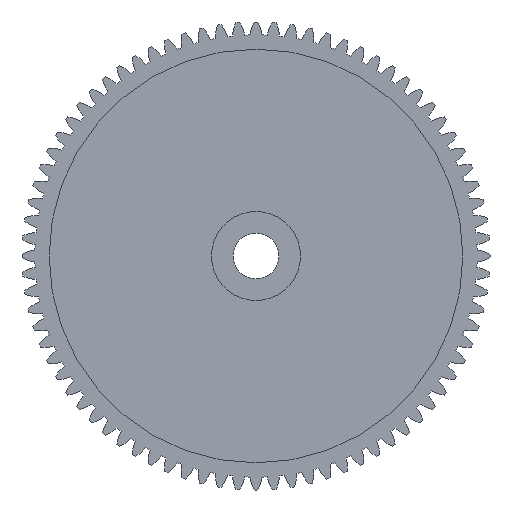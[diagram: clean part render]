
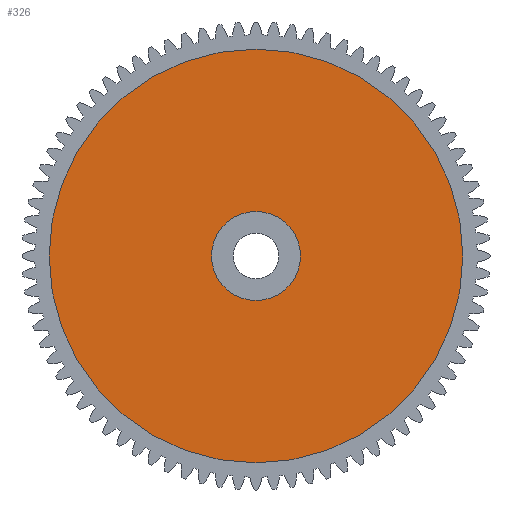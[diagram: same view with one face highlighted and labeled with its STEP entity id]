
A CAD part, left-side view. The second image highlights one B-rep face of the part: STEP entity #326.
In plain terms, the highlighted planar face has unit normal (-1, 0, 0).
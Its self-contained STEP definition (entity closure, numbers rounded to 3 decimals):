
#326 = ADVANCED_FACE( '', ( #915, #916 ), #917, .T. );
#915 = FACE_BOUND( '', #1588, .T. );
#916 = FACE_OUTER_BOUND( '', #1589, .T. );
#917 = PLANE( '', #1590 );
#1588 = EDGE_LOOP( '', ( #4136 ) );
#1589 = EDGE_LOOP( '', ( #4137 ) );
#1590 = AXIS2_PLACEMENT_3D( '', #4138, #4139, #4140 );
#4136 = ORIENTED_EDGE( '', *, *, #5340, .T. );
#4137 = ORIENTED_EDGE( '', *, *, #5653, .F. );
#4138 = CARTESIAN_POINT( '', ( 1.5, 36.25, 0. ) );
#4139 = DIRECTION( '', ( -1., 0., 0. ) );
#4140 = DIRECTION( '', ( 0., 0., 1. ) );
#5340 = EDGE_CURVE( '', #6956, #6956, #6957, .T. );
#5653 = EDGE_CURVE( '', #7270, #7270, #7271, .T. );
#6956 = VERTEX_POINT( '', #8584 );
#6957 = CIRCLE( '', #8585, 7.8 );
#7270 = VERTEX_POINT( '', #9210 );
#7271 = CIRCLE( '', #9211, 36.25 );
#8584 = CARTESIAN_POINT( '', ( 1.5, 0., -7.8 ) );
#8585 = AXIS2_PLACEMENT_3D( '', #11162, #11163, #11164 );
#9210 = CARTESIAN_POINT( '', ( 1.5, 0., -36.25 ) );
#9211 = AXIS2_PLACEMENT_3D( '', #11477, #11478, #11479 );
#11162 = CARTESIAN_POINT( '', ( 1.5, 0., 0. ) );
#11163 = DIRECTION( '', ( 1., 0., 0. ) );
#11164 = DIRECTION( '', ( 0., 0., -1. ) );
#11477 = CARTESIAN_POINT( '', ( 1.5, 0., 0. ) );
#11478 = DIRECTION( '', ( 1., 0., 0. ) );
#11479 = DIRECTION( '', ( 0., 0., -1. ) );
